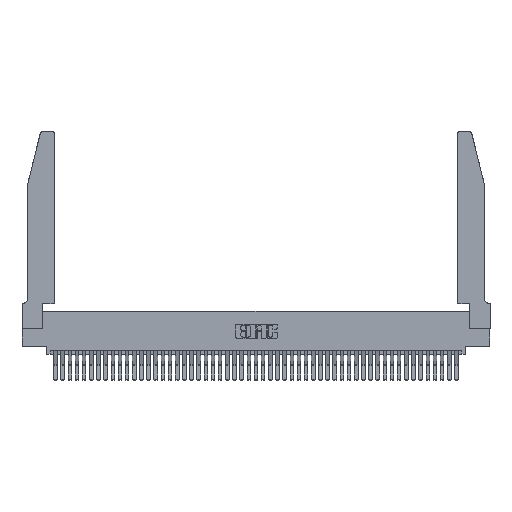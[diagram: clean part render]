
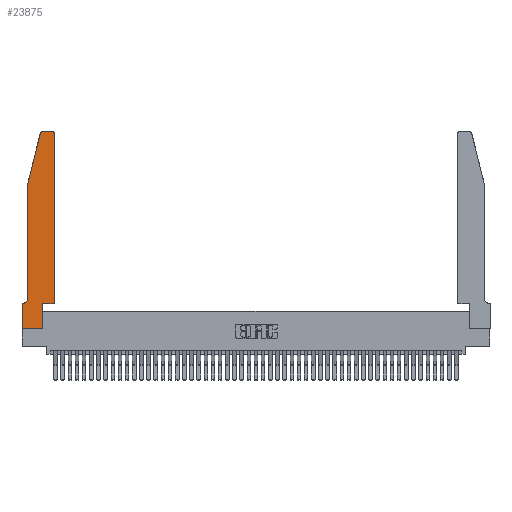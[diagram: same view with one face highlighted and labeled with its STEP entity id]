
A CAD part, top view. The second image highlights one B-rep face of the part: STEP entity #23875.
In plain terms, the highlighted planar face has unit normal (0, 0, 1).
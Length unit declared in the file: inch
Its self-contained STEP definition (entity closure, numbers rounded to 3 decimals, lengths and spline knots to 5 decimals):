
#252 = EDGE_LOOP ( 'NONE', ( #20663, #26149, #10308, #26061, #27705, #26854, #33559, #30188, #10586, #26094, #16219, #8146 ) ) ;
#427 = LINE ( 'NONE', #4863, #9304 ) ;
#567 = CARTESIAN_POINT ( 'NONE',  ( 0.4205, 2.72, 0.37 ) ) ;
#3750 = VERTEX_POINT ( 'NONE', #28029 ) ;
#4305 = LINE ( 'NONE', #42725, #32615 ) ;
#4388 = DIRECTION ( 'NONE',  ( 1., 0., 0. ) ) ;
#4800 = EDGE_CURVE ( 'NONE', #12909, #13368, #43664, .T. ) ;
#4863 = CARTESIAN_POINT ( 'NONE',  ( 0.2605, 2.75, 0.37 ) ) ;
#5040 = CARTESIAN_POINT ( 'NONE',  ( 0.25487, 2.72718, 0.37 ) ) ;
#5049 = CARTESIAN_POINT ( 'NONE',  ( 0.284, 2.75, 0.37 ) ) ;
#6383 = EDGE_CURVE ( 'NONE', #41561, #17452, #28136, .T. ) ;
#7668 = LINE ( 'NONE', #24770, #16447 ) ;
#7772 = DIRECTION ( 'NONE',  ( 1., 0., 0. ) ) ;
#8146 = ORIENTED_EDGE ( 'NONE', *, *, #13696, .T. ) ;
#8163 = VERTEX_POINT ( 'NONE', #32768 ) ;
#8979 = VERTEX_POINT ( 'NONE', #5040 ) ;
#9304 = VECTOR ( 'NONE', #34374, 39.37008 ) ;
#10308 = ORIENTED_EDGE ( 'NONE', *, *, #25033, .T. ) ;
#10586 = ORIENTED_EDGE ( 'NONE', *, *, #23762, .T. ) ;
#10940 = VERTEX_POINT ( 'NONE', #5049 ) ;
#10972 = CARTESIAN_POINT ( 'NONE',  ( 0.2865, 0.35, 0.37 ) ) ;
#11014 = VERTEX_POINT ( 'NONE', #16653 ) ;
#11908 = EDGE_CURVE ( 'NONE', #26278, #10940, #427, .T. ) ;
#12499 = CARTESIAN_POINT ( 'NONE',  ( 0.0055, 0.42, 0.37 ) ) ;
#12646 = VECTOR ( 'NONE', #14684, 39.37008 ) ;
#12909 = VERTEX_POINT ( 'NONE', #33172 ) ;
#13030 = VECTOR ( 'NONE', #47537, 39.37008 ) ;
#13368 = VERTEX_POINT ( 'NONE', #46666 ) ;
#13696 = EDGE_CURVE ( 'NONE', #3750, #26278, #19340, .T. ) ;
#13772 = AXIS2_PLACEMENT_3D ( 'NONE', #567, #26609, #4388 ) ;
#14327 = AXIS2_PLACEMENT_3D ( 'NONE', #22570, #29909, #7772 ) ;
#14684 = DIRECTION ( 'NONE',  ( -0.239, -0.971, 0. ) ) ;
#15122 = PLANE ( 'NONE',  #14327 ) ;
#16219 = ORIENTED_EDGE ( 'NONE', *, *, #43960, .T. ) ;
#16247 = DIRECTION ( 'NONE',  ( -1., 0., 0. ) ) ;
#16447 = VECTOR ( 'NONE', #28414, 39.37008 ) ;
#16515 = VECTOR ( 'NONE', #24461, 39.37008 ) ;
#16653 = CARTESIAN_POINT ( 'NONE',  ( 0.4505, 0.35, 0.37 ) ) ;
#17452 = VERTEX_POINT ( 'NONE', #35541 ) ;
#17537 = DIRECTION ( 'NONE',  ( 0., 0., 1. ) ) ;
#17613 = CARTESIAN_POINT ( 'NONE',  ( 0.2865, 0.35, 0.37 ) ) ;
#18342 = CARTESIAN_POINT ( 'NONE',  ( 0.4505, 0.35, 0.37 ) ) ;
#18407 = CARTESIAN_POINT ( 'NONE',  ( 0.0755, 2., 0.37 ) ) ;
#19340 = CIRCLE ( 'NONE', #13772, 0.03 ) ;
#20663 = ORIENTED_EDGE ( 'NONE', *, *, #11908, .T. ) ;
#20711 = VERTEX_POINT ( 'NONE', #10972 ) ;
#21053 = AXIS2_PLACEMENT_3D ( 'NONE', #12499, #38136, #16247 ) ;
#21388 = EDGE_CURVE ( 'NONE', #8163, #12909, #22873, .T. ) ;
#22515 = LINE ( 'NONE', #32963, #12646 ) ;
#22570 = CARTESIAN_POINT ( 'NONE',  ( 0., 0.35, 0.37 ) ) ;
#22873 = LINE ( 'NONE', #18407, #13030 ) ;
#23762 = EDGE_CURVE ( 'NONE', #17452, #20711, #36287, .T. ) ;
#23875 = ADVANCED_FACE ( 'NONE', ( #44829 ), #15122, .T. ) ;
#24461 = DIRECTION ( 'NONE',  ( 0., -1., 0. ) ) ;
#24600 = DIRECTION ( 'NONE',  ( -1., 0., 0. ) ) ;
#24770 = CARTESIAN_POINT ( 'NONE',  ( 0.4505, 0.35, 0.37 ) ) ;
#25033 = EDGE_CURVE ( 'NONE', #8979, #8163, #22515, .T. ) ;
#26061 = ORIENTED_EDGE ( 'NONE', *, *, #21388, .T. ) ;
#26094 = ORIENTED_EDGE ( 'NONE', *, *, #31217, .T. ) ;
#26149 = ORIENTED_EDGE ( 'NONE', *, *, #39565, .T. ) ;
#26186 = EDGE_CURVE ( 'NONE', #26735, #41561, #45629, .T. ) ;
#26278 = VERTEX_POINT ( 'NONE', #32861 ) ;
#26609 = DIRECTION ( 'NONE',  ( 0., 0., 1. ) ) ;
#26630 = VECTOR ( 'NONE', #29117, 39.37008 ) ;
#26735 = VERTEX_POINT ( 'NONE', #29229 ) ;
#26854 = ORIENTED_EDGE ( 'NONE', *, *, #47264, .T. ) ;
#27213 = CIRCLE ( 'NONE', #33797, 0.03 ) ;
#27705 = ORIENTED_EDGE ( 'NONE', *, *, #4800, .T. ) ;
#28029 = CARTESIAN_POINT ( 'NONE',  ( 0.4505, 2.72, 0.37 ) ) ;
#28136 = LINE ( 'NONE', #30085, #37818 ) ;
#28414 = DIRECTION ( 'NONE',  ( 0., 1., 0. ) ) ;
#29117 = DIRECTION ( 'NONE',  ( 0., 1., 0. ) ) ;
#29229 = CARTESIAN_POINT ( 'NONE',  ( 0., 0.35, 0.37 ) ) ;
#29378 = DIRECTION ( 'NONE',  ( 1., 0., 0. ) ) ;
#29909 = DIRECTION ( 'NONE',  ( 0., 0., 1. ) ) ;
#30085 = CARTESIAN_POINT ( 'NONE',  ( 0., 0., 0.37 ) ) ;
#30188 = ORIENTED_EDGE ( 'NONE', *, *, #6383, .T. ) ;
#31217 = EDGE_CURVE ( 'NONE', #20711, #11014, #43518, .T. ) ;
#32615 = VECTOR ( 'NONE', #24600, 39.37008 ) ;
#32768 = CARTESIAN_POINT ( 'NONE',  ( 0.0755, 2., 0.37 ) ) ;
#32861 = CARTESIAN_POINT ( 'NONE',  ( 0.4205, 2.75, 0.37 ) ) ;
#32963 = CARTESIAN_POINT ( 'NONE',  ( 0.0755, 2., 0.37 ) ) ;
#33172 = CARTESIAN_POINT ( 'NONE',  ( 0.0755, 0.42, 0.37 ) ) ;
#33559 = ORIENTED_EDGE ( 'NONE', *, *, #26186, .T. ) ;
#33797 = AXIS2_PLACEMENT_3D ( 'NONE', #39382, #17537, #43040 ) ;
#33829 = VECTOR ( 'NONE', #29378, 39.37008 ) ;
#34374 = DIRECTION ( 'NONE',  ( -1., 0., 0. ) ) ;
#35541 = CARTESIAN_POINT ( 'NONE',  ( 0.2865, 0., 0.37 ) ) ;
#36287 = LINE ( 'NONE', #17613, #26630 ) ;
#36391 = CARTESIAN_POINT ( 'NONE',  ( 0., 0., 0.37 ) ) ;
#37818 = VECTOR ( 'NONE', #44527, 39.37008 ) ;
#38136 = DIRECTION ( 'NONE',  ( 0., 0., -1. ) ) ;
#39382 = CARTESIAN_POINT ( 'NONE',  ( 0.284, 2.72, 0.37 ) ) ;
#39565 = EDGE_CURVE ( 'NONE', #10940, #8979, #27213, .T. ) ;
#41561 = VERTEX_POINT ( 'NONE', #36391 ) ;
#42423 = CARTESIAN_POINT ( 'NONE',  ( 0., 0., 0.37 ) ) ;
#42725 = CARTESIAN_POINT ( 'NONE',  ( 0.0755, 0.35, 0.37 ) ) ;
#43040 = DIRECTION ( 'NONE',  ( 1., 0., 0. ) ) ;
#43518 = LINE ( 'NONE', #18342, #33829 ) ;
#43664 = CIRCLE ( 'NONE', #21053, 0.07 ) ;
#43960 = EDGE_CURVE ( 'NONE', #11014, #3750, #7668, .T. ) ;
#44527 = DIRECTION ( 'NONE',  ( 1., 0., 0. ) ) ;
#44829 = FACE_OUTER_BOUND ( 'NONE', #252, .T. ) ;
#45629 = LINE ( 'NONE', #42423, #16515 ) ;
#46666 = CARTESIAN_POINT ( 'NONE',  ( 0.0055, 0.35, 0.37 ) ) ;
#47264 = EDGE_CURVE ( 'NONE', #13368, #26735, #4305, .T. ) ;
#47537 = DIRECTION ( 'NONE',  ( 0., -1., 0. ) ) ;
